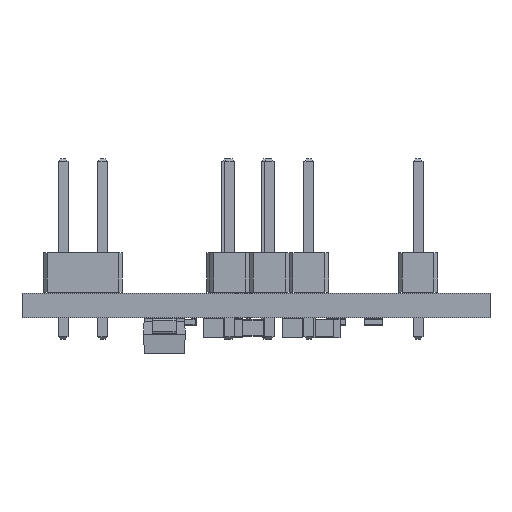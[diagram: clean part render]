
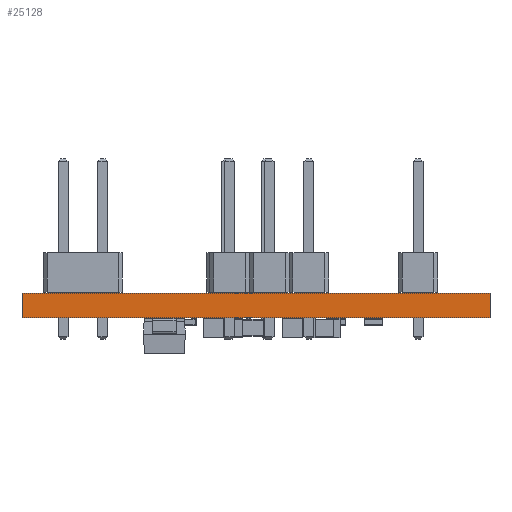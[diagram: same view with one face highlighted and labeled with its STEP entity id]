
A CAD part, front view. The second image highlights one B-rep face of the part: STEP entity #25128.
In plain terms, the highlighted planar face has unit normal (0, -1, 0).
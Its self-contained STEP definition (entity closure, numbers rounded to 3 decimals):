
#25128 = ADVANCED_FACE('',(#25129),#25143,.T.);
#25129 = FACE_BOUND('',#25130,.T.);
#25130 = EDGE_LOOP('',(#25131,#25166,#25194,#25222));
#25131 = ORIENTED_EDGE('',*,*,#25132,.T.);
#25132 = EDGE_CURVE('',#25133,#25135,#25137,.T.);
#25133 = VERTEX_POINT('',#25134);
#25134 = CARTESIAN_POINT('',(35.306,5.334,0.));
#25135 = VERTEX_POINT('',#25136);
#25136 = CARTESIAN_POINT('',(35.306,5.334,1.58));
#25137 = SURFACE_CURVE('',#25138,(#25142,#25154),.PCURVE_S1.);
#25138 = LINE('',#25139,#25140);
#25139 = CARTESIAN_POINT('',(35.306,5.334,0.));
#25140 = VECTOR('',#25141,1.);
#25141 = DIRECTION('',(0.,0.,1.));
#25142 = PCURVE('',#25143,#25148);
#25143 = PLANE('',#25144);
#25144 = AXIS2_PLACEMENT_3D('',#25145,#25146,#25147);
#25145 = CARTESIAN_POINT('',(35.306,5.334,0.));
#25146 = DIRECTION('',(0.,-1.,0.));
#25147 = DIRECTION('',(-1.,0.,0.));
#25148 = DEFINITIONAL_REPRESENTATION('',(#25149),#25153);
#25149 = LINE('',#25150,#25151);
#25150 = CARTESIAN_POINT('',(0.,-0.));
#25151 = VECTOR('',#25152,1.);
#25152 = DIRECTION('',(0.,-1.));
#25153 = ( GEOMETRIC_REPRESENTATION_CONTEXT(2) 
PARAMETRIC_REPRESENTATION_CONTEXT() REPRESENTATION_CONTEXT('2D SPACE',''
  ) );
#25154 = PCURVE('',#25155,#25160);
#25155 = PLANE('',#25156);
#25156 = AXIS2_PLACEMENT_3D('',#25157,#25158,#25159);
#25157 = CARTESIAN_POINT('',(35.306,35.306,0.));
#25158 = DIRECTION('',(1.,0.,-0.));
#25159 = DIRECTION('',(0.,-1.,0.));
#25160 = DEFINITIONAL_REPRESENTATION('',(#25161),#25165);
#25161 = LINE('',#25162,#25163);
#25162 = CARTESIAN_POINT('',(29.972,0.));
#25163 = VECTOR('',#25164,1.);
#25164 = DIRECTION('',(0.,-1.));
#25165 = ( GEOMETRIC_REPRESENTATION_CONTEXT(2) 
PARAMETRIC_REPRESENTATION_CONTEXT() REPRESENTATION_CONTEXT('2D SPACE',''
  ) );
#25166 = ORIENTED_EDGE('',*,*,#25167,.T.);
#25167 = EDGE_CURVE('',#25135,#25168,#25170,.T.);
#25168 = VERTEX_POINT('',#25169);
#25169 = CARTESIAN_POINT('',(5.334,5.334,1.58));
#25170 = SURFACE_CURVE('',#25171,(#25175,#25182),.PCURVE_S1.);
#25171 = LINE('',#25172,#25173);
#25172 = CARTESIAN_POINT('',(35.306,5.334,1.58));
#25173 = VECTOR('',#25174,1.);
#25174 = DIRECTION('',(-1.,0.,0.));
#25175 = PCURVE('',#25143,#25176);
#25176 = DEFINITIONAL_REPRESENTATION('',(#25177),#25181);
#25177 = LINE('',#25178,#25179);
#25178 = CARTESIAN_POINT('',(0.,-1.58));
#25179 = VECTOR('',#25180,1.);
#25180 = DIRECTION('',(1.,0.));
#25181 = ( GEOMETRIC_REPRESENTATION_CONTEXT(2) 
PARAMETRIC_REPRESENTATION_CONTEXT() REPRESENTATION_CONTEXT('2D SPACE',''
  ) );
#25182 = PCURVE('',#25183,#25188);
#25183 = PLANE('',#25184);
#25184 = AXIS2_PLACEMENT_3D('',#25185,#25186,#25187);
#25185 = CARTESIAN_POINT('',(20.32,20.32,1.58));
#25186 = DIRECTION('',(-0.,-0.,-1.));
#25187 = DIRECTION('',(-1.,0.,0.));
#25188 = DEFINITIONAL_REPRESENTATION('',(#25189),#25193);
#25189 = LINE('',#25190,#25191);
#25190 = CARTESIAN_POINT('',(-14.986,-14.986));
#25191 = VECTOR('',#25192,1.);
#25192 = DIRECTION('',(1.,0.));
#25193 = ( GEOMETRIC_REPRESENTATION_CONTEXT(2) 
PARAMETRIC_REPRESENTATION_CONTEXT() REPRESENTATION_CONTEXT('2D SPACE',''
  ) );
#25194 = ORIENTED_EDGE('',*,*,#25195,.F.);
#25195 = EDGE_CURVE('',#25196,#25168,#25198,.T.);
#25196 = VERTEX_POINT('',#25197);
#25197 = CARTESIAN_POINT('',(5.334,5.334,0.));
#25198 = SURFACE_CURVE('',#25199,(#25203,#25210),.PCURVE_S1.);
#25199 = LINE('',#25200,#25201);
#25200 = CARTESIAN_POINT('',(5.334,5.334,0.));
#25201 = VECTOR('',#25202,1.);
#25202 = DIRECTION('',(0.,0.,1.));
#25203 = PCURVE('',#25143,#25204);
#25204 = DEFINITIONAL_REPRESENTATION('',(#25205),#25209);
#25205 = LINE('',#25206,#25207);
#25206 = CARTESIAN_POINT('',(29.972,0.));
#25207 = VECTOR('',#25208,1.);
#25208 = DIRECTION('',(0.,-1.));
#25209 = ( GEOMETRIC_REPRESENTATION_CONTEXT(2) 
PARAMETRIC_REPRESENTATION_CONTEXT() REPRESENTATION_CONTEXT('2D SPACE',''
  ) );
#25210 = PCURVE('',#25211,#25216);
#25211 = PLANE('',#25212);
#25212 = AXIS2_PLACEMENT_3D('',#25213,#25214,#25215);
#25213 = CARTESIAN_POINT('',(5.334,5.334,0.));
#25214 = DIRECTION('',(-1.,0.,0.));
#25215 = DIRECTION('',(0.,1.,0.));
#25216 = DEFINITIONAL_REPRESENTATION('',(#25217),#25221);
#25217 = LINE('',#25218,#25219);
#25218 = CARTESIAN_POINT('',(0.,0.));
#25219 = VECTOR('',#25220,1.);
#25220 = DIRECTION('',(0.,-1.));
#25221 = ( GEOMETRIC_REPRESENTATION_CONTEXT(2) 
PARAMETRIC_REPRESENTATION_CONTEXT() REPRESENTATION_CONTEXT('2D SPACE',''
  ) );
#25222 = ORIENTED_EDGE('',*,*,#25223,.F.);
#25223 = EDGE_CURVE('',#25133,#25196,#25224,.T.);
#25224 = SURFACE_CURVE('',#25225,(#25229,#25236),.PCURVE_S1.);
#25225 = LINE('',#25226,#25227);
#25226 = CARTESIAN_POINT('',(35.306,5.334,0.));
#25227 = VECTOR('',#25228,1.);
#25228 = DIRECTION('',(-1.,0.,0.));
#25229 = PCURVE('',#25143,#25230);
#25230 = DEFINITIONAL_REPRESENTATION('',(#25231),#25235);
#25231 = LINE('',#25232,#25233);
#25232 = CARTESIAN_POINT('',(0.,-0.));
#25233 = VECTOR('',#25234,1.);
#25234 = DIRECTION('',(1.,0.));
#25235 = ( GEOMETRIC_REPRESENTATION_CONTEXT(2) 
PARAMETRIC_REPRESENTATION_CONTEXT() REPRESENTATION_CONTEXT('2D SPACE',''
  ) );
#25236 = PCURVE('',#25237,#25242);
#25237 = PLANE('',#25238);
#25238 = AXIS2_PLACEMENT_3D('',#25239,#25240,#25241);
#25239 = CARTESIAN_POINT('',(20.32,20.32,0.));
#25240 = DIRECTION('',(-0.,-0.,-1.));
#25241 = DIRECTION('',(-1.,0.,0.));
#25242 = DEFINITIONAL_REPRESENTATION('',(#25243),#25247);
#25243 = LINE('',#25244,#25245);
#25244 = CARTESIAN_POINT('',(-14.986,-14.986));
#25245 = VECTOR('',#25246,1.);
#25246 = DIRECTION('',(1.,0.));
#25247 = ( GEOMETRIC_REPRESENTATION_CONTEXT(2) 
PARAMETRIC_REPRESENTATION_CONTEXT() REPRESENTATION_CONTEXT('2D SPACE',''
  ) );
